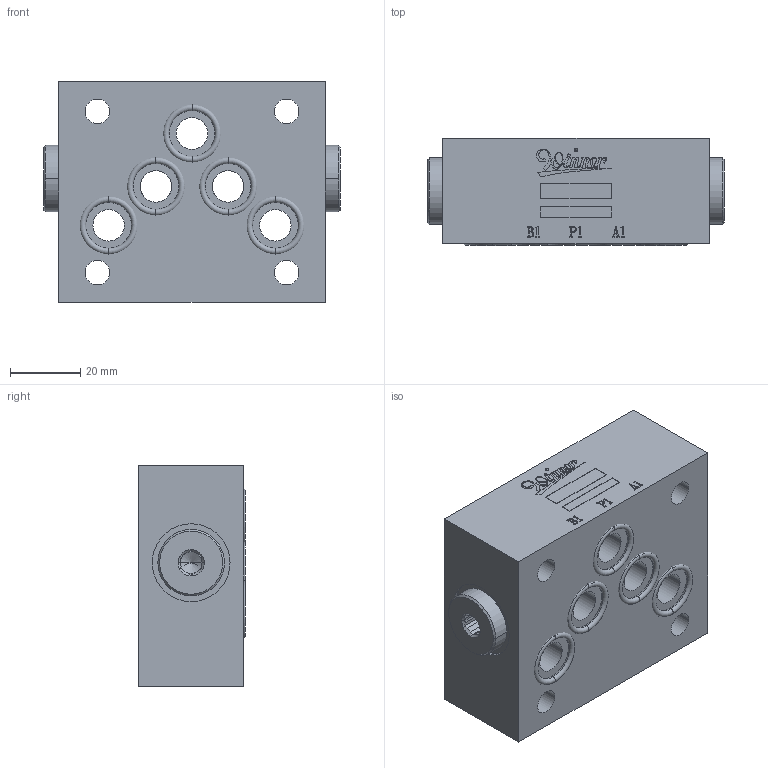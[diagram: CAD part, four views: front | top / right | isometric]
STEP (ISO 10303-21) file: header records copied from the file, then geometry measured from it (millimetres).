
FILE_DESCRIPTION (( 'STEP AP203' ), '1' );
FILE_NAME ('MH05AGC-G02-G02-Z04.STEP', '2025-01-10T01:17:53', ( 'user' ), ( '' ), 'SwSTEP 2.0', 'SolidWorks 2018', '' );
FILE_SCHEMA (( 'CONFIG_CONTROL_DESIGN' ));
Length unit declared in the file: millimetre
Products named in the file (6): MH05AGC-G02-G02-Z04; 7DBG02A001; 4KE161101A001; 6EC05060AGCXXN001; 6DBG02A001; 4KAA014AA001_組合用(13.07)
Assembly tree (10 placements, depth 3):
  MH05AGC-G02-G02-Z04
    4KAA014AA001_組合用(13.07)  x5
    6EC05060AGCXXN001
    7DBG02A001  x2
      4KE161101A001
      6DBG02A001
Bounding box: 84.8 x 30.48 x 63 mm (x, y, z)
Volume: 129063.9 mm3; surface area: 31115.5 mm2
Topology: 10 solids, 10 shells, 552 faces, 1496 edges, 973 vertices
Faces by surface type: cylinder 245, plane 196, bspline 51, cone 40, torus 20
Entity records: 19808 total; most frequent: CARTESIAN_POINT 6996, ORIENTED_EDGE 2598, DIRECTION 2454, EDGE_CURVE 1299, AXIS2_PLACEMENT_3D 881, VERTEX_POINT 857, VECTOR 692, LINE 692
